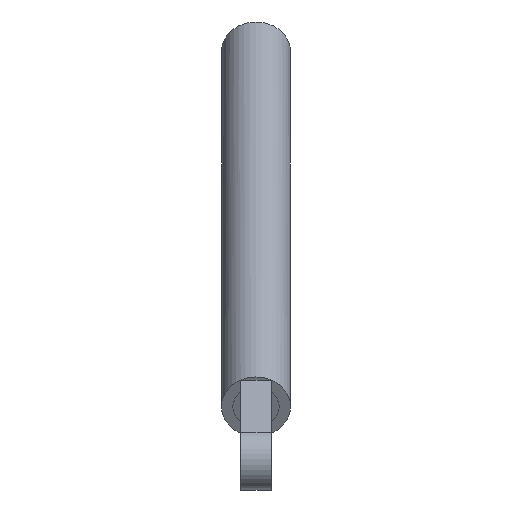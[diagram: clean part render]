
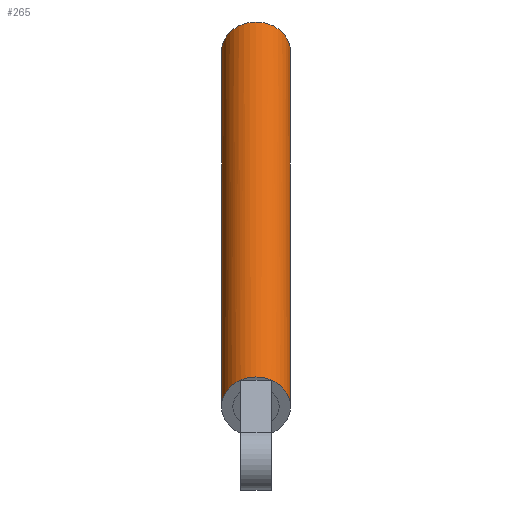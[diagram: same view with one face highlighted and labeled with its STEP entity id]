
A CAD part, top view. The second image highlights one B-rep face of the part: STEP entity #265.
In plain terms, the highlighted cylindrical face has radius 111.803 mm (diameter 223.607 mm), a partial arc.
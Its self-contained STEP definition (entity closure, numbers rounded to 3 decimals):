
#6 = CIRCLE ( 'NONE', #931, 111.803 ) ;
#21 = DIRECTION ( 'NONE',  ( 0., 0., -1. ) ) ;
#27 = DIRECTION ( 'NONE',  ( 1., 0., 0. ) ) ;
#58 = CARTESIAN_POINT ( 'NONE',  ( -338.197, 2150., 2600. ) ) ;
#61 = ORIENTED_EDGE ( 'NONE', *, *, #675, .T. ) ;
#72 = CYLINDRICAL_SURFACE ( 'NONE', #578, 111.803 ) ;
#81 = CARTESIAN_POINT ( 'NONE',  ( -450., 2150., 2600. ) ) ;
#88 = DIRECTION ( 'NONE',  ( -1., 0., 0. ) ) ;
#89 = VERTEX_POINT ( 'NONE', #948 ) ;
#96 = DIRECTION ( 'NONE',  ( 1., 0., 0. ) ) ;
#107 = LINE ( 'NONE', #58, #758 ) ;
#111 = CARTESIAN_POINT ( 'NONE',  ( -450., 2150., 5050. ) ) ;
#113 = DIRECTION ( 'NONE',  ( 0., 0., 1. ) ) ;
#141 = LINE ( 'NONE', #876, #545 ) ;
#150 = ORIENTED_EDGE ( 'NONE', *, *, #663, .F. ) ;
#166 = DIRECTION ( 'NONE',  ( 0., 0., -1. ) ) ;
#188 = DIRECTION ( 'NONE',  ( 0., 0., 1. ) ) ;
#205 = EDGE_CURVE ( 'NONE', #89, #734, #6, .T. ) ;
#223 = ORIENTED_EDGE ( 'NONE', *, *, #765, .F. ) ;
#242 = EDGE_CURVE ( 'NONE', #1091, #717, #737, .T. ) ;
#251 = FACE_OUTER_BOUND ( 'NONE', #1081, .T. ) ;
#265 = ADVANCED_FACE ( 'NONE', ( #251 ), #72, .T. ) ;
#327 = VERTEX_POINT ( 'NONE', #981 ) ;
#383 = CIRCLE ( 'NONE', #492, 111.803 ) ;
#398 = AXIS2_PLACEMENT_3D ( 'NONE', #626, #794, #27 ) ;
#405 = ORIENTED_EDGE ( 'NONE', *, *, #242, .T. ) ;
#431 = DIRECTION ( 'NONE',  ( 0., 0., 1. ) ) ;
#492 = AXIS2_PLACEMENT_3D ( 'NONE', #1044, #967, #618 ) ;
#545 = VECTOR ( 'NONE', #113, 1000. ) ;
#563 = CIRCLE ( 'NONE', #605, 111.803 ) ;
#578 = AXIS2_PLACEMENT_3D ( 'NONE', #81, #431, #1002 ) ;
#586 = CARTESIAN_POINT ( 'NONE',  ( -500., 2050., 2785. ) ) ;
#599 = EDGE_CURVE ( 'NONE', #717, #89, #107, .T. ) ;
#605 = AXIS2_PLACEMENT_3D ( 'NONE', #685, #166, #88 ) ;
#607 = CARTESIAN_POINT ( 'NONE',  ( -400., 2050., 2785. ) ) ;
#618 = DIRECTION ( 'NONE',  ( 1., 0., 0. ) ) ;
#626 = CARTESIAN_POINT ( 'NONE',  ( -450., 2150., 2785. ) ) ;
#663 = EDGE_CURVE ( 'NONE', #327, #734, #141, .T. ) ;
#675 = EDGE_CURVE ( 'NONE', #327, #811, #383, .T. ) ;
#685 = CARTESIAN_POINT ( 'NONE',  ( -450., 2150., 2785. ) ) ;
#717 = VERTEX_POINT ( 'NONE', #951 ) ;
#730 = ORIENTED_EDGE ( 'NONE', *, *, #205, .T. ) ;
#734 = VERTEX_POINT ( 'NONE', #867 ) ;
#737 = CIRCLE ( 'NONE', #398, 111.803 ) ;
#753 = ORIENTED_EDGE ( 'NONE', *, *, #599, .T. ) ;
#758 = VECTOR ( 'NONE', #188, 1000. ) ;
#765 = EDGE_CURVE ( 'NONE', #1091, #811, #563, .T. ) ;
#794 = DIRECTION ( 'NONE',  ( 0., 0., 1. ) ) ;
#811 = VERTEX_POINT ( 'NONE', #586 ) ;
#867 = CARTESIAN_POINT ( 'NONE',  ( -561.803, 2150., 5050. ) ) ;
#876 = CARTESIAN_POINT ( 'NONE',  ( -561.803, 2150., 2600. ) ) ;
#931 = AXIS2_PLACEMENT_3D ( 'NONE', #111, #21, #96 ) ;
#948 = CARTESIAN_POINT ( 'NONE',  ( -338.197, 2150., 5050. ) ) ;
#951 = CARTESIAN_POINT ( 'NONE',  ( -338.197, 2150., 2785. ) ) ;
#967 = DIRECTION ( 'NONE',  ( 0., 0., 1. ) ) ;
#981 = CARTESIAN_POINT ( 'NONE',  ( -561.803, 2150., 2785. ) ) ;
#1002 = DIRECTION ( 'NONE',  ( 1., 0., 0. ) ) ;
#1044 = CARTESIAN_POINT ( 'NONE',  ( -450., 2150., 2785. ) ) ;
#1081 = EDGE_LOOP ( 'NONE', ( #150, #61, #223, #405, #753, #730 ) ) ;
#1091 = VERTEX_POINT ( 'NONE', #607 ) ;
